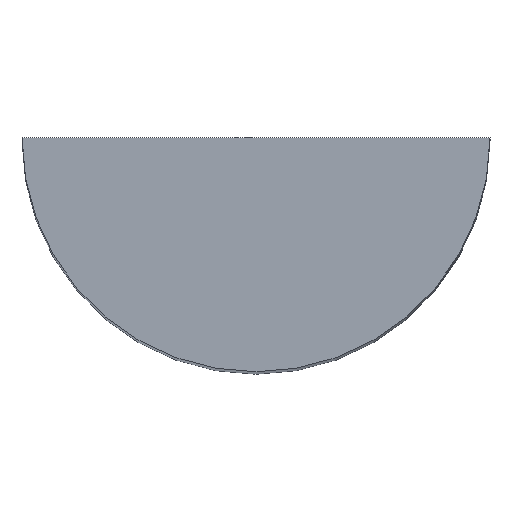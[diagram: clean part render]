
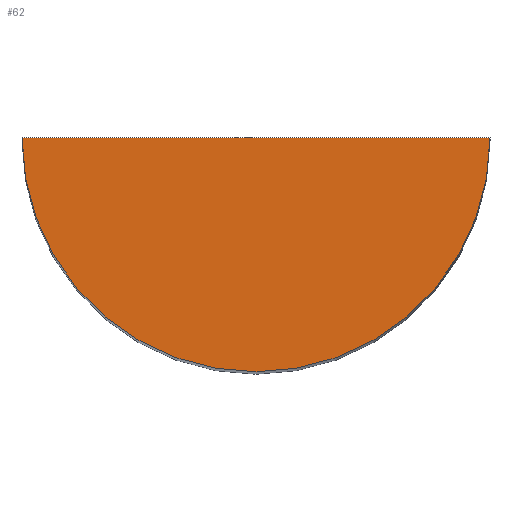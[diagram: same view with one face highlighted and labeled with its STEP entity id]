
A CAD part, top view. The second image highlights one B-rep face of the part: STEP entity #62.
In plain terms, the highlighted planar face has unit normal (0, 0, 1).
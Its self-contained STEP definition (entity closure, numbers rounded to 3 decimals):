
#17=PLANE('',#88);
#21=FACE_OUTER_BOUND('',#25,.T.);
#25=EDGE_LOOP('',(#56,#57));
#29=LINE('',#119,#33);
#33=VECTOR('',#102,10.);
#35=CIRCLE('',#85,7.5);
#38=VERTEX_POINT('',#112);
#39=VERTEX_POINT('',#114);
#42=EDGE_CURVE('',#39,#38,#35,.T.);
#45=EDGE_CURVE('',#38,#39,#29,.T.);
#56=ORIENTED_EDGE('',*,*,#45,.T.);
#57=ORIENTED_EDGE('',*,*,#42,.T.);
#62=ADVANCED_FACE('',(#21),#17,.T.);
#85=AXIS2_PLACEMENT_3D('',#115,#96,#97);
#88=AXIS2_PLACEMENT_3D('',#121,#105,#106);
#96=DIRECTION('center_axis',(0.,0.,1.));
#97=DIRECTION('ref_axis',(1.,0.,0.));
#102=DIRECTION('',(-1.,0.,0.));
#105=DIRECTION('center_axis',(0.,0.,1.));
#106=DIRECTION('ref_axis',(1.,0.,0.));
#112=CARTESIAN_POINT('',(7.5,0.,45.));
#114=CARTESIAN_POINT('',(-7.5,0.,45.));
#115=CARTESIAN_POINT('Origin',(0.,0.,45.));
#119=CARTESIAN_POINT('',(0.,0.,45.));
#121=CARTESIAN_POINT('Origin',(0.,-2.583,45.));
